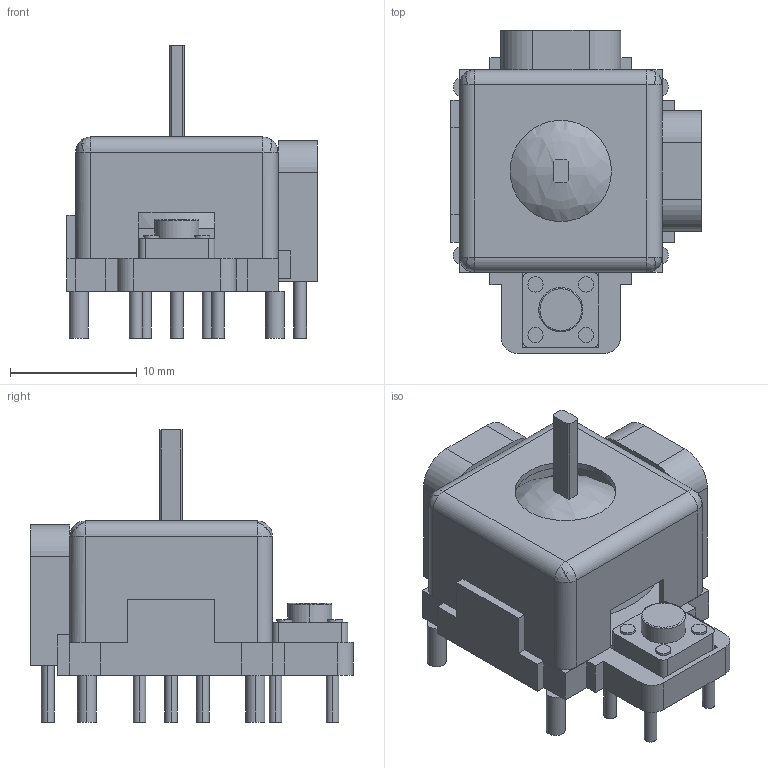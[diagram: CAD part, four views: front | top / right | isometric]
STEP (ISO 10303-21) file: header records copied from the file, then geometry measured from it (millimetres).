
FILE_DESCRIPTION (( 'STEP AP214' ), '1' );
FILE_NAME ('COM-16273.STEP', '2024-12-10T10:26:03', ( '' ), ( '' ), 'SwSTEP 2.0', 'SolidWorks 2024', '' );
FILE_SCHEMA (( 'AUTOMOTIVE_DESIGN' ));
Length unit declared in the file: millimetre
Products named in the file (22): COMPOUND003; COMPOUND020; COMPOUND002; COMPOUND006; COMPOUND010; COMPOUND012; COMPOUND015; COMPOUND008; COMPOUND013; COMPOUND005; COMPOUND007; COMPOUND014; COMPOUND016; COM-16273; COMPOUND018; COMPOUND009; COMPOUND011; COMPOUND004; COMPOUND001; COMPOUND; COMPOUND019; COMPOUND017
Assembly tree (21 placements, depth 3):
  COM-16273
    COMPOUND020
      COMPOUND
      COMPOUND001
      COMPOUND002
      COMPOUND003
      COMPOUND004
      COMPOUND005
      COMPOUND006
      COMPOUND007
      COMPOUND008
      COMPOUND009
      COMPOUND010
      COMPOUND011
      COMPOUND012
      COMPOUND013
      COMPOUND014
      COMPOUND015
      COMPOUND016
      COMPOUND017
      COMPOUND018
      COMPOUND019
Bounding box: 19.8 x 25.5 x 23.1 mm (x, y, z)
Volume: 2777 mm3; surface area: 4142.1 mm2
Topology: 20 solids, 20 shells, 253 faces, 580 edges, 376 vertices
Faces by surface type: plane 168, cylinder 74, bspline 11
Entity records: 10771 total; most frequent: CARTESIAN_POINT 1502, DIRECTION 1264, ORIENTED_EDGE 1144, EDGE_CURVE 572, AXIS2_PLACEMENT_3D 435, LINE 394, VECTOR 394, VERTEX_POINT 376
